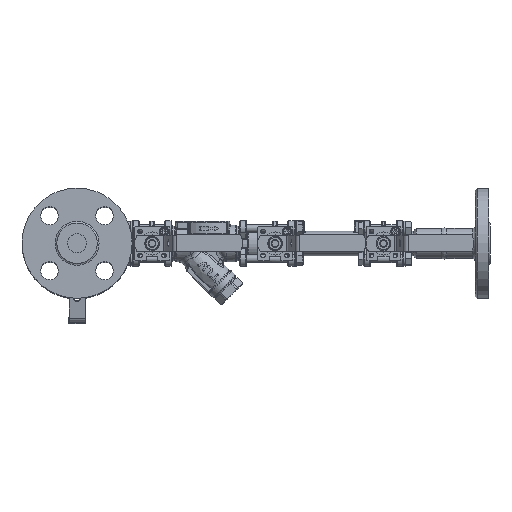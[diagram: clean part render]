
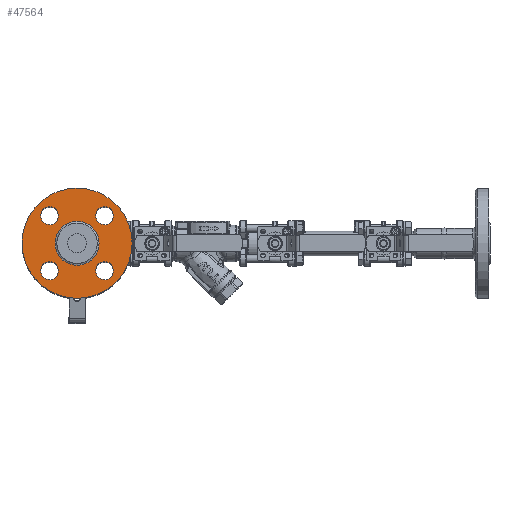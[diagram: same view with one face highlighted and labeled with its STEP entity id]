
A CAD part, top view. The second image highlights one B-rep face of the part: STEP entity #47564.
In plain terms, the highlighted planar face has unit normal (0, 0, 1).
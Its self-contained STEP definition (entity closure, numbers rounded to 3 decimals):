
#3480=FACE_BOUND('',#14134,.T.);
#3481=FACE_BOUND('',#14135,.T.);
#3482=FACE_BOUND('',#14136,.T.);
#3483=FACE_BOUND('',#14137,.T.);
#3484=FACE_BOUND('',#14138,.T.);
#3742=PLANE('',#50650);
#11139=FACE_OUTER_BOUND('',#14133,.T.);
#14133=EDGE_LOOP('',(#32527,#32528));
#14134=EDGE_LOOP('',(#32529,#32530));
#14135=EDGE_LOOP('',(#32531,#32532));
#14136=EDGE_LOOP('',(#32533,#32534));
#14137=EDGE_LOOP('',(#32535,#32536));
#14138=EDGE_LOOP('',(#32537));
#17403=CIRCLE('',#50646,23.386);
#17407=CIRCLE('',#50651,58.5);
#17408=CIRCLE('',#50652,58.5);
#17409=CIRCLE('',#50653,9.5);
#17410=CIRCLE('',#50654,9.5);
#17411=CIRCLE('',#50655,9.5);
#17412=CIRCLE('',#50656,9.5);
#17413=CIRCLE('',#50657,9.5);
#17414=CIRCLE('',#50658,9.5);
#17415=CIRCLE('',#50659,9.5);
#17416=CIRCLE('',#50660,9.5);
#20384=VERTEX_POINT('',#71122);
#20387=VERTEX_POINT('',#71130);
#20388=VERTEX_POINT('',#71131);
#20389=VERTEX_POINT('',#71134);
#20390=VERTEX_POINT('',#71135);
#20391=VERTEX_POINT('',#71138);
#20392=VERTEX_POINT('',#71139);
#20393=VERTEX_POINT('',#71142);
#20394=VERTEX_POINT('',#71143);
#20395=VERTEX_POINT('',#71146);
#20396=VERTEX_POINT('',#71147);
#24973=EDGE_CURVE('',#20384,#20384,#17403,.T.);
#24977=EDGE_CURVE('',#20387,#20388,#17407,.T.);
#24978=EDGE_CURVE('',#20388,#20387,#17408,.T.);
#24979=EDGE_CURVE('',#20389,#20390,#17409,.T.);
#24980=EDGE_CURVE('',#20390,#20389,#17410,.T.);
#24981=EDGE_CURVE('',#20391,#20392,#17411,.T.);
#24982=EDGE_CURVE('',#20392,#20391,#17412,.T.);
#24983=EDGE_CURVE('',#20393,#20394,#17413,.T.);
#24984=EDGE_CURVE('',#20394,#20393,#17414,.T.);
#24985=EDGE_CURVE('',#20395,#20396,#17415,.T.);
#24986=EDGE_CURVE('',#20396,#20395,#17416,.T.);
#32527=ORIENTED_EDGE('',*,*,#24977,.F.);
#32528=ORIENTED_EDGE('',*,*,#24978,.F.);
#32529=ORIENTED_EDGE('',*,*,#24979,.T.);
#32530=ORIENTED_EDGE('',*,*,#24980,.T.);
#32531=ORIENTED_EDGE('',*,*,#24981,.T.);
#32532=ORIENTED_EDGE('',*,*,#24982,.T.);
#32533=ORIENTED_EDGE('',*,*,#24983,.T.);
#32534=ORIENTED_EDGE('',*,*,#24984,.T.);
#32535=ORIENTED_EDGE('',*,*,#24985,.T.);
#32536=ORIENTED_EDGE('',*,*,#24986,.T.);
#32537=ORIENTED_EDGE('',*,*,#24973,.F.);
#47564=ADVANCED_FACE('',(#11139,#3480,#3481,#3482,#3483,#3484),#3742,.F.);
#50646=AXIS2_PLACEMENT_3D('',#71123,#56671,#56672);
#50650=AXIS2_PLACEMENT_3D('',#71129,#56679,#56680);
#50651=AXIS2_PLACEMENT_3D('',#71132,#56681,#56682);
#50652=AXIS2_PLACEMENT_3D('',#71133,#56683,#56684);
#50653=AXIS2_PLACEMENT_3D('',#71136,#56685,#56686);
#50654=AXIS2_PLACEMENT_3D('',#71137,#56687,#56688);
#50655=AXIS2_PLACEMENT_3D('',#71140,#56689,#56690);
#50656=AXIS2_PLACEMENT_3D('',#71141,#56691,#56692);
#50657=AXIS2_PLACEMENT_3D('',#71144,#56693,#56694);
#50658=AXIS2_PLACEMENT_3D('',#71145,#56695,#56696);
#50659=AXIS2_PLACEMENT_3D('',#71148,#56697,#56698);
#50660=AXIS2_PLACEMENT_3D('',#71149,#56699,#56700);
#56671=DIRECTION('center_axis',(0.,0.,
1.));
#56672=DIRECTION('ref_axis',(0.,-1.,0.));
#56679=DIRECTION('center_axis',(0.,0.,
-1.));
#56680=DIRECTION('ref_axis',(0.,1.,0.));
#56681=DIRECTION('center_axis',(0.,0.,
-1.));
#56682=DIRECTION('ref_axis',(0.,1.,0.));
#56683=DIRECTION('center_axis',(0.,0.,
-1.));
#56684=DIRECTION('ref_axis',(0.,1.,0.));
#56685=DIRECTION('center_axis',(0.,0.,
-1.));
#56686=DIRECTION('ref_axis',(0.,-1.,0.));
#56687=DIRECTION('center_axis',(0.,0.,
-1.));
#56688=DIRECTION('ref_axis',(0.,-1.,0.));
#56689=DIRECTION('center_axis',(0.,0.,
-1.));
#56690=DIRECTION('ref_axis',(-1.,0.,0.));
#56691=DIRECTION('center_axis',(0.,0.,
-1.));
#56692=DIRECTION('ref_axis',(-1.,0.,0.));
#56693=DIRECTION('center_axis',(0.,0.,
-1.));
#56694=DIRECTION('ref_axis',(0.,1.,0.));
#56695=DIRECTION('center_axis',(0.,0.,
-1.));
#56696=DIRECTION('ref_axis',(0.,1.,0.));
#56697=DIRECTION('center_axis',(0.,0.,
-1.));
#56698=DIRECTION('ref_axis',(1.,0.,0.));
#56699=DIRECTION('center_axis',(0.,0.,
-1.));
#56700=DIRECTION('ref_axis',(1.,0.,0.));
#71122=CARTESIAN_POINT('',(-224.292,101.96,84.319));
#71123=CARTESIAN_POINT('Origin',(-224.292,78.574,84.319));
#71129=CARTESIAN_POINT('Origin',(-224.292,78.574,84.319));
#71130=CARTESIAN_POINT('',(-224.292,137.074,84.319));
#71131=CARTESIAN_POINT('',(-224.292,20.074,84.319));
#71132=CARTESIAN_POINT('Origin',(-224.292,78.574,84.319));
#71133=CARTESIAN_POINT('Origin',(-224.292,78.574,84.319));
#71134=CARTESIAN_POINT('',(-195.088,39.87,84.319));
#71135=CARTESIAN_POINT('',(-195.088,58.87,84.319));
#71136=CARTESIAN_POINT('Origin',(-195.088,49.37,84.319));
#71137=CARTESIAN_POINT('Origin',(-195.088,49.37,84.319));
#71138=CARTESIAN_POINT('',(-262.995,49.37,84.319));
#71139=CARTESIAN_POINT('',(-243.995,49.37,84.319));
#71140=CARTESIAN_POINT('Origin',(-253.495,49.37,84.319));
#71141=CARTESIAN_POINT('Origin',(-253.495,49.37,84.319));
#71142=CARTESIAN_POINT('',(-253.495,117.277,84.319));
#71143=CARTESIAN_POINT('',(-253.495,98.277,84.319));
#71144=CARTESIAN_POINT('Origin',(-253.495,107.777,84.319));
#71145=CARTESIAN_POINT('Origin',(-253.495,107.777,84.319));
#71146=CARTESIAN_POINT('',(-185.588,107.777,84.319));
#71147=CARTESIAN_POINT('',(-204.588,107.777,84.319));
#71148=CARTESIAN_POINT('Origin',(-195.088,107.777,84.319));
#71149=CARTESIAN_POINT('Origin',(-195.088,107.777,84.319));
